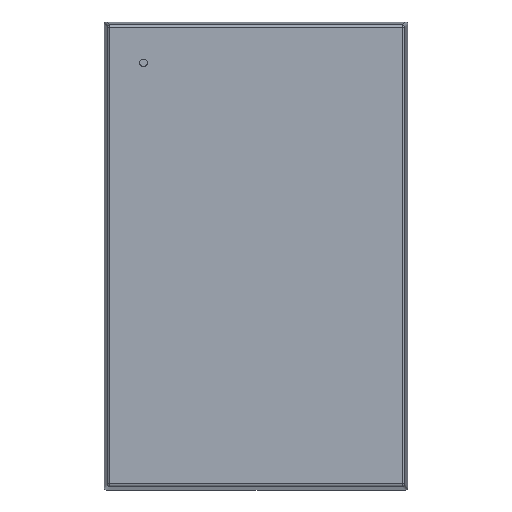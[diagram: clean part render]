
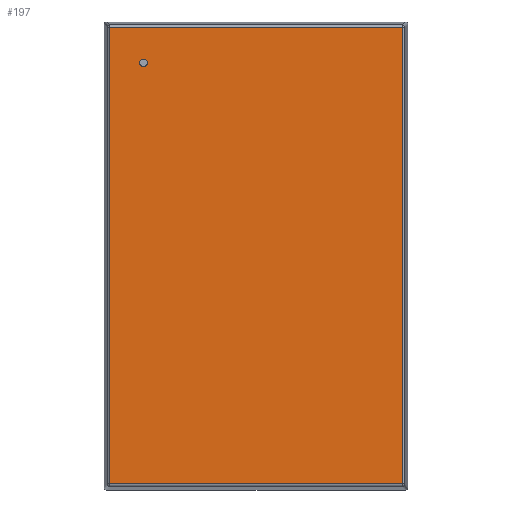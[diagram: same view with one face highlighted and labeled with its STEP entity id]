
A CAD part, top view. The second image highlights one B-rep face of the part: STEP entity #197.
In plain terms, the highlighted planar face has unit normal (0, 0, 1).
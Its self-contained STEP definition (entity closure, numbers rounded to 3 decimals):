
#22 = VERTEX_POINT('',#23);
#23 = CARTESIAN_POINT('',(20.432,2.802,15.));
#59 = VERTEX_POINT('',#60);
#60 = CARTESIAN_POINT('',(20.432,-33.282,15.));
#74 = EDGE_CURVE('',#22,#59,#75,.T.);
#75 = LINE('',#76,#77);
#76 = CARTESIAN_POINT('',(20.432,-5.99,15.));
#77 = VECTOR('',#78,1.);
#78 = DIRECTION('',(0.,-1.,0.));
#130 = VERTEX_POINT('',#131);
#131 = CARTESIAN_POINT('',(-2.652,2.802,15.));
#138 = EDGE_CURVE('',#130,#22,#139,.T.);
#139 = LINE('',#140,#141);
#140 = CARTESIAN_POINT('',(2.89,2.802,15.));
#141 = VECTOR('',#142,1.);
#142 = DIRECTION('',(1.,0.,0.));
#197 = ADVANCED_FACE('',(#198,#216),#227,.T.);
#198 = FACE_BOUND('',#199,.T.);
#199 = EDGE_LOOP('',(#200,#208,#209,#210));
#200 = ORIENTED_EDGE('',*,*,#201,.F.);
#201 = EDGE_CURVE('',#59,#202,#204,.T.);
#202 = VERTEX_POINT('',#203);
#203 = CARTESIAN_POINT('',(-2.652,-33.282,15.));
#204 = LINE('',#205,#206);
#205 = CARTESIAN_POINT('',(14.89,-33.282,15.));
#206 = VECTOR('',#207,1.);
#207 = DIRECTION('',(-1.,0.,0.));
#208 = ORIENTED_EDGE('',*,*,#74,.F.);
#209 = ORIENTED_EDGE('',*,*,#138,.F.);
#210 = ORIENTED_EDGE('',*,*,#211,.F.);
#211 = EDGE_CURVE('',#202,#130,#212,.T.);
#212 = LINE('',#213,#214);
#213 = CARTESIAN_POINT('',(-2.652,-24.49,15.));
#214 = VECTOR('',#215,1.);
#215 = DIRECTION('',(0.,1.,0.));
#216 = FACE_BOUND('',#217,.T.);
#217 = EDGE_LOOP('',(#218));
#218 = ORIENTED_EDGE('',*,*,#219,.F.);
#219 = EDGE_CURVE('',#220,#220,#222,.T.);
#220 = VERTEX_POINT('',#221);
#221 = CARTESIAN_POINT('',(0.,-0.3,15.));
#222 = CIRCLE('',#223,0.3);
#223 = AXIS2_PLACEMENT_3D('',#224,#225,#226);
#224 = CARTESIAN_POINT('',(0.,0.,15.));
#225 = DIRECTION('',(0.,0.,1.));
#226 = DIRECTION('',(0.,1.,0.));
#227 = PLANE('',#228);
#228 = AXIS2_PLACEMENT_3D('',#229,#230,#231);
#229 = CARTESIAN_POINT('',(8.89,-15.24,15.));
#230 = DIRECTION('',(0.,0.,1.));
#231 = DIRECTION('',(0.,-1.,0.));
